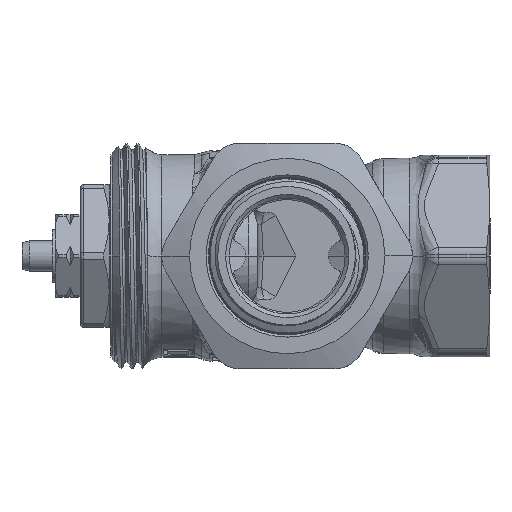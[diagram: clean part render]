
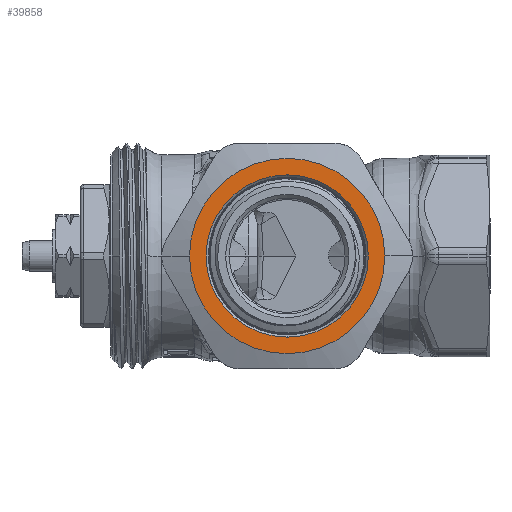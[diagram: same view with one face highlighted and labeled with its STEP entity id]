
A CAD part, left-side view. The second image highlights one B-rep face of the part: STEP entity #39858.
In plain terms, the highlighted planar face has unit normal (-1, 0, 0).
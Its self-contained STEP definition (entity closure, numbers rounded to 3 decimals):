
#14682=CARTESIAN_POINT('',(-35.7,0.,0.));
#14683=DIRECTION('',(-1.,0.,0.));
#14684=DIRECTION('',(0.,1.,0.));
#14685=AXIS2_PLACEMENT_3D('',#14682,#14683,#14684);
#14687=CARTESIAN_POINT('',(-35.7,0.,0.));
#14688=DIRECTION('',(-1.,0.,0.));
#14689=DIRECTION('',(0.,-1.,0.));
#14690=AXIS2_PLACEMENT_3D('',#14687,#14688,#14689);
#14852=CARTESIAN_POINT('',(-35.7,0.,0.));
#14853=DIRECTION('',(-1.,0.,0.));
#14854=DIRECTION('',(0.,0.,1.));
#14855=AXIS2_PLACEMENT_3D('',#14852,#14853,#14854);
#14862=CARTESIAN_POINT('',(-35.7,0.,0.));
#14863=DIRECTION('',(-1.,0.,0.));
#14864=DIRECTION('',(0.,0.,-1.));
#14865=AXIS2_PLACEMENT_3D('',#14862,#14863,#14864);
#21322=CARTESIAN_POINT('',(-35.7,0.,10.8));
#21323=CARTESIAN_POINT('',(-35.7,0.,-10.8));
#21324=VERTEX_POINT('',#21322);
#21325=VERTEX_POINT('',#21323);
#21330=CARTESIAN_POINT('',(-35.7,13.,0.));
#21331=CARTESIAN_POINT('',(-35.7,-13.,0.));
#21332=VERTEX_POINT('',#21330);
#21333=VERTEX_POINT('',#21331);
#39842=CARTESIAN_POINT('',(-35.7,0.,0.));
#39843=DIRECTION('',(1.,0.,0.));
#39844=DIRECTION('',(0.,-1.,0.));
#39845=AXIS2_PLACEMENT_3D('',#39842,#39843,#39844);
#39846=PLANE('',#39845);
#39847=ORIENTED_EDGE('',*,*,#39826,.F.);
#39849=ORIENTED_EDGE('',*,*,#39848,.F.);
#39850=EDGE_LOOP('',(#39847,#39849));
#39851=FACE_OUTER_BOUND('',#39850,.F.);
#39853=ORIENTED_EDGE('',*,*,#39852,.T.);
#39855=ORIENTED_EDGE('',*,*,#39854,.T.);
#39856=EDGE_LOOP('',(#39853,#39855));
#39857=FACE_BOUND('',#39856,.F.);
#39858=ADVANCED_FACE('',(#39851,#39857),#39846,.F.);
#14686=CIRCLE('',#14685,13.);
#14691=CIRCLE('',#14690,13.);
#14856=CIRCLE('',#14855,10.8);
#14866=CIRCLE('',#14865,10.8);
#39826=EDGE_CURVE('',#21332,#21333,#14686,.T.);
#39848=EDGE_CURVE('',#21333,#21332,#14691,.T.);
#39852=EDGE_CURVE('',#21324,#21325,#14856,.T.);
#39854=EDGE_CURVE('',#21325,#21324,#14866,.T.);
